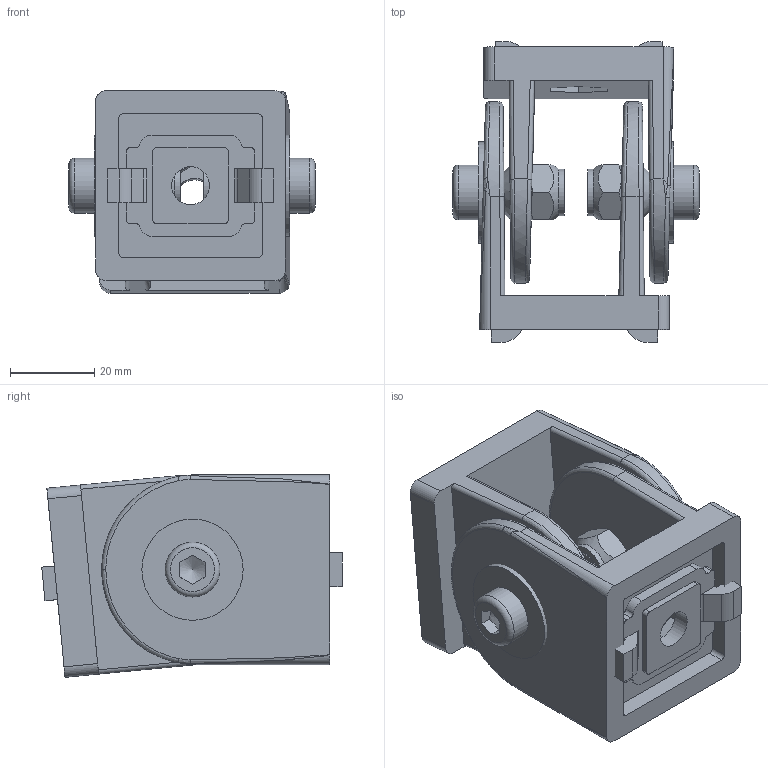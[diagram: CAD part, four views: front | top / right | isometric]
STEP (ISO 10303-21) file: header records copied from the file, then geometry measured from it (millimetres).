
FILE_DESCRIPTION(/* description */ (''),/* implementation_level */ '2;1');
FILE_NAME(/* name */ 'CGIPR0000111.stp',/* time_stamp */ '2018-07-20T17:20:50+02:00',/* author */ ('fzagni'),/* organization */ (''),/* preprocessor_version */ 'ST-DEVELOPER v16.1',/* originating_system */ 'Autodesk Inventor 2016',/* authorisation */ '');
FILE_SCHEMA (('AUTOMOTIVE_DESIGN { 1 0 10303 214 3 1 1 }'));
Length unit declared in the file: millimetre
Products named in the file (7): 440000009092; 440000009093; 25.552.00; 25.503.01; 25.189.01; 440000009821; CGIPR0000111
Assembly tree (12 placements, depth 2):
  CGIPR0000111
    440000009092  x2
    440000009093  x2
    25.552.00  x2
    25.503.01  x2
    25.189.01  x2
    440000009821  x2
Bounding box: 58.3 x 71.22 x 48.01 mm (x, y, z)
Volume: 69572.2 mm3; surface area: 37842.4 mm2
Topology: 12 solids, 12 shells, 454 faces, 1204 edges, 780 vertices
Faces by surface type: plane 294, cylinder 100, cone 30, bspline 28, torus 2
Full cylindrical faces by diameter (mm): 6.647 x2, 6.8 x2, 8 x4, 8.4 x2, 9 x4, 11.05 x2, 13 x2, 24 x2
Entity records: 7912 total; most frequent: CARTESIAN_POINT 2266, ORIENTED_EDGE 1156, DIRECTION 1112, EDGE_CURVE 578, VERTEX_POINT 388, AXIS2_PLACEMENT_3D 386, LINE 340, VECTOR 340
